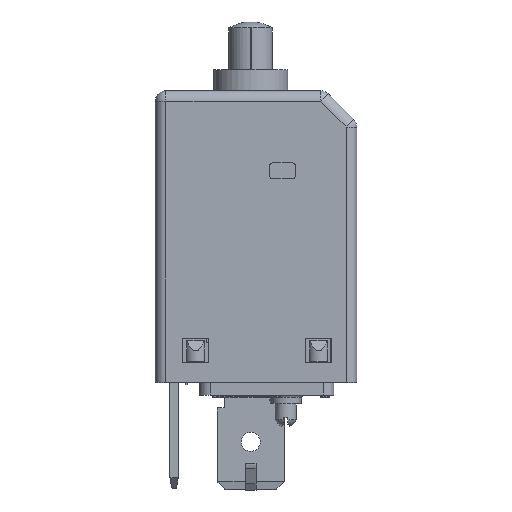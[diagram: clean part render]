
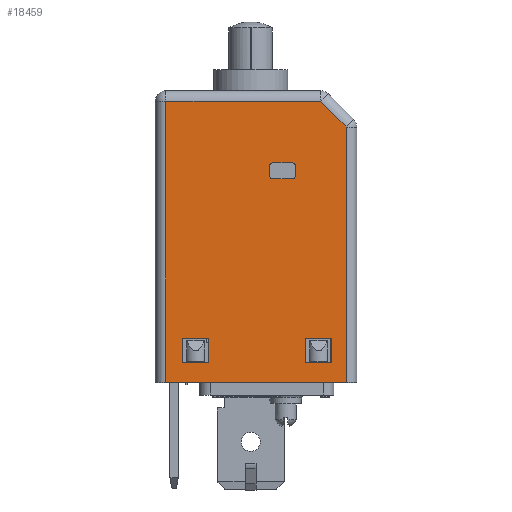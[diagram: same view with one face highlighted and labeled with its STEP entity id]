
A CAD part, top view. The second image highlights one B-rep face of the part: STEP entity #18459.
In plain terms, the highlighted planar face has unit normal (0, 0, 1).
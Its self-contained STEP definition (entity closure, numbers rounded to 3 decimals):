
#2114=DIRECTION('',(1.,0.,0.));
#2115=VECTOR('',#2114,2.5);
#2116=CARTESIAN_POINT('',(-6.45,1.77,5.5));
#2117=LINE('',#2116,#2115);
#2121=DIRECTION('',(0.,1.,0.));
#2122=VECTOR('',#2121,2.3);
#2123=CARTESIAN_POINT('',(-3.95,1.77,5.5));
#2124=LINE('',#2123,#2122);
#2128=DIRECTION('',(-1.,0.,0.));
#2129=VECTOR('',#2128,2.5);
#2130=CARTESIAN_POINT('',(-3.95,4.07,5.5));
#2131=LINE('',#2130,#2129);
#2135=DIRECTION('',(0.,-1.,0.));
#2136=VECTOR('',#2135,2.3);
#2137=CARTESIAN_POINT('',(-6.45,4.07,5.5));
#2138=LINE('',#2137,#2136);
#2142=DIRECTION('',(0.,-1.,0.));
#2143=VECTOR('',#2142,2.3);
#2144=CARTESIAN_POINT('',(5.15,4.07,5.5));
#2145=LINE('',#2144,#2143);
#2149=DIRECTION('',(1.,0.,0.));
#2150=VECTOR('',#2149,2.5);
#2151=CARTESIAN_POINT('',(5.15,1.77,5.5));
#2152=LINE('',#2151,#2150);
#2156=DIRECTION('',(0.,1.,0.));
#2157=VECTOR('',#2156,2.3);
#2158=CARTESIAN_POINT('',(7.65,1.77,5.5));
#2159=LINE('',#2158,#2157);
#2163=DIRECTION('',(-1.,0.,0.));
#2164=VECTOR('',#2163,2.5);
#2165=CARTESIAN_POINT('',(7.65,4.07,5.5));
#2166=LINE('',#2165,#2164);
#2170=DIRECTION('',(0.,-1.,0.));
#2171=VECTOR('',#2170,26.5);
#2172=CARTESIAN_POINT('',(-8.,26.4,5.5));
#2173=LINE('',#2172,#2171);
#2177=DIRECTION('',(-1.,0.,0.));
#2178=VECTOR('',#2177,14.586);
#2179=CARTESIAN_POINT('',(6.586,26.4,5.5));
#2180=LINE('',#2179,#2178);
#2184=DIRECTION('',(-0.707,0.707,0.));
#2185=VECTOR('',#2184,3.414);
#2186=CARTESIAN_POINT('',(9.,23.986,5.5));
#2187=LINE('',#2186,#2185);
#2191=DIRECTION('',(0.,1.,0.));
#2192=VECTOR('',#2191,24.086);
#2193=CARTESIAN_POINT('',(9.,-0.1,5.5));
#2194=LINE('',#2193,#2192);
#2198=DIRECTION('',(1.,0.,0.));
#2199=VECTOR('',#2198,17.);
#2200=CARTESIAN_POINT('',(-8.,-0.1,5.5));
#2201=LINE('',#2200,#2199);
#2205=DIRECTION('',(0.,1.,0.));
#2206=VECTOR('',#2205,0.9);
#2207=CARTESIAN_POINT('',(4.2,19.4,5.5));
#2208=LINE('',#2207,#2206);
#2212=DIRECTION('',(-1.,0.,0.));
#2213=VECTOR('',#2212,1.8);
#2214=CARTESIAN_POINT('',(3.9,20.6,5.5));
#2215=LINE('',#2214,#2213);
#2219=DIRECTION('',(0.,-1.,0.));
#2220=VECTOR('',#2219,0.9);
#2221=CARTESIAN_POINT('',(1.8,20.3,5.5));
#2222=LINE('',#2221,#2220);
#2226=DIRECTION('',(1.,0.,0.));
#2227=VECTOR('',#2226,1.8);
#2228=CARTESIAN_POINT('',(2.1,19.1,5.5));
#2229=LINE('',#2228,#2227);
#13753=CARTESIAN_POINT('',(3.9,20.3,5.5));
#13754=DIRECTION('',(0.,0.,-1.));
#13755=DIRECTION('',(0.,1.,0.));
#13756=AXIS2_PLACEMENT_3D('',#13753,#13754,#13755);
#13821=CARTESIAN_POINT('',(2.1,20.3,5.5));
#13822=DIRECTION('',(0.,0.,-1.));
#13823=DIRECTION('',(-1.,0.,0.));
#13824=AXIS2_PLACEMENT_3D('',#13821,#13822,#13823);
#13843=CARTESIAN_POINT('',(2.1,19.4,5.5));
#13844=DIRECTION('',(0.,0.,-1.));
#13845=DIRECTION('',(0.,-1.,0.));
#13846=AXIS2_PLACEMENT_3D('',#13843,#13844,#13845);
#13865=CARTESIAN_POINT('',(3.9,19.4,5.5));
#13866=DIRECTION('',(0.,0.,-1.));
#13867=DIRECTION('',(1.,0.,0.));
#13868=AXIS2_PLACEMENT_3D('',#13865,#13866,#13867);
#14165=CARTESIAN_POINT('',(-6.45,1.77,5.5));
#14166=CARTESIAN_POINT('',(-3.95,1.77,5.5));
#14167=VERTEX_POINT('',#14165);
#14168=VERTEX_POINT('',#14166);
#14169=CARTESIAN_POINT('',(-3.95,4.07,5.5));
#14170=VERTEX_POINT('',#14169);
#14171=CARTESIAN_POINT('',(-6.45,4.07,5.5));
#14172=VERTEX_POINT('',#14171);
#14173=CARTESIAN_POINT('',(5.15,4.07,5.5));
#14174=CARTESIAN_POINT('',(5.15,1.77,5.5));
#14175=VERTEX_POINT('',#14173);
#14176=VERTEX_POINT('',#14174);
#14177=CARTESIAN_POINT('',(7.65,1.77,5.5));
#14178=VERTEX_POINT('',#14177);
#14179=CARTESIAN_POINT('',(7.65,4.07,5.5));
#14180=VERTEX_POINT('',#14179);
#14247=CARTESIAN_POINT('',(-8.,-0.1,5.5));
#14249=VERTEX_POINT('',#14247);
#14253=CARTESIAN_POINT('',(-8.,26.4,5.5));
#14254=VERTEX_POINT('',#14253);
#14257=CARTESIAN_POINT('',(6.586,26.4,5.5));
#14258=VERTEX_POINT('',#14257);
#14263=CARTESIAN_POINT('',(9.,23.986,5.5));
#14264=VERTEX_POINT('',#14263);
#14270=CARTESIAN_POINT('',(9.,-0.1,5.5));
#14272=VERTEX_POINT('',#14270);
#14303=CARTESIAN_POINT('',(1.8,20.3,5.5));
#14304=VERTEX_POINT('',#14303);
#14305=CARTESIAN_POINT('',(2.1,20.6,5.5));
#14306=VERTEX_POINT('',#14305);
#14311=CARTESIAN_POINT('',(3.9,20.6,5.5));
#14312=VERTEX_POINT('',#14311);
#14313=CARTESIAN_POINT('',(4.2,20.3,5.5));
#14314=VERTEX_POINT('',#14313);
#14319=CARTESIAN_POINT('',(2.1,19.1,5.5));
#14320=VERTEX_POINT('',#14319);
#14321=CARTESIAN_POINT('',(1.8,19.4,5.5));
#14322=VERTEX_POINT('',#14321);
#14327=CARTESIAN_POINT('',(4.2,19.4,5.5));
#14328=VERTEX_POINT('',#14327);
#14329=CARTESIAN_POINT('',(3.9,19.1,5.5));
#14330=VERTEX_POINT('',#14329);
#18410=CARTESIAN_POINT('',(0.,-0.1,5.5));
#18411=DIRECTION('',(0.,0.,1.));
#18412=DIRECTION('',(1.,0.,0.));
#18413=AXIS2_PLACEMENT_3D('',#18410,#18411,#18412);
#18414=PLANE('',#18413);
#18415=ORIENTED_EDGE('',*,*,#18085,.F.);
#18417=ORIENTED_EDGE('',*,*,#18416,.F.);
#18419=ORIENTED_EDGE('',*,*,#18418,.F.);
#18421=ORIENTED_EDGE('',*,*,#18420,.F.);
#18422=ORIENTED_EDGE('',*,*,#17898,.F.);
#18423=EDGE_LOOP('',(#18415,#18417,#18419,#18421,#18422));
#18424=FACE_OUTER_BOUND('',#18423,.F.);
#18426=ORIENTED_EDGE('',*,*,#18425,.T.);
#18428=ORIENTED_EDGE('',*,*,#18427,.T.);
#18430=ORIENTED_EDGE('',*,*,#18429,.T.);
#18432=ORIENTED_EDGE('',*,*,#18431,.T.);
#18433=EDGE_LOOP('',(#18426,#18428,#18430,#18432));
#18434=FACE_BOUND('',#18433,.F.);
#18435=ORIENTED_EDGE('',*,*,#18234,.T.);
#18436=ORIENTED_EDGE('',*,*,#18365,.T.);
#18437=ORIENTED_EDGE('',*,*,#18339,.T.);
#18438=ORIENTED_EDGE('',*,*,#18286,.T.);
#18439=EDGE_LOOP('',(#18435,#18436,#18437,#18438));
#18440=FACE_BOUND('',#18439,.F.);
#18442=ORIENTED_EDGE('',*,*,#18441,.T.);
#18444=ORIENTED_EDGE('',*,*,#18443,.F.);
#18446=ORIENTED_EDGE('',*,*,#18445,.T.);
#18448=ORIENTED_EDGE('',*,*,#18447,.F.);
#18450=ORIENTED_EDGE('',*,*,#18449,.T.);
#18452=ORIENTED_EDGE('',*,*,#18451,.F.);
#18454=ORIENTED_EDGE('',*,*,#18453,.T.);
#18456=ORIENTED_EDGE('',*,*,#18455,.F.);
#18457=EDGE_LOOP('',(#18442,#18444,#18446,#18448,#18450,#18452,#18454,#18456));
#18458=FACE_BOUND('',#18457,.F.);
#13757=CIRCLE('',#13756,0.3);
#13825=CIRCLE('',#13824,0.3);
#13847=CIRCLE('',#13846,0.3);
#13869=CIRCLE('',#13868,0.3);
#17898=EDGE_CURVE('',#14249,#14272,#2201,.T.);
#18085=EDGE_CURVE('',#14254,#14249,#2173,.T.);
#18234=EDGE_CURVE('',#14167,#14168,#2117,.T.);
#18286=EDGE_CURVE('',#14172,#14167,#2138,.T.);
#18339=EDGE_CURVE('',#14170,#14172,#2131,.T.);
#18365=EDGE_CURVE('',#14168,#14170,#2124,.T.);
#18416=EDGE_CURVE('',#14258,#14254,#2180,.T.);
#18418=EDGE_CURVE('',#14264,#14258,#2187,.T.);
#18420=EDGE_CURVE('',#14272,#14264,#2194,.T.);
#18425=EDGE_CURVE('',#14175,#14176,#2145,.T.);
#18427=EDGE_CURVE('',#14176,#14178,#2152,.T.);
#18429=EDGE_CURVE('',#14178,#14180,#2159,.T.);
#18431=EDGE_CURVE('',#14180,#14175,#2166,.T.);
#18441=EDGE_CURVE('',#14328,#14314,#2208,.T.);
#18443=EDGE_CURVE('',#14312,#14314,#13757,.T.);
#18445=EDGE_CURVE('',#14312,#14306,#2215,.T.);
#18447=EDGE_CURVE('',#14304,#14306,#13825,.T.);
#18449=EDGE_CURVE('',#14304,#14322,#2222,.T.);
#18451=EDGE_CURVE('',#14320,#14322,#13847,.T.);
#18453=EDGE_CURVE('',#14320,#14330,#2229,.T.);
#18455=EDGE_CURVE('',#14328,#14330,#13869,.T.);
#18459=ADVANCED_FACE('',(#18424,#18434,#18440,#18458),#18414,.T.);
